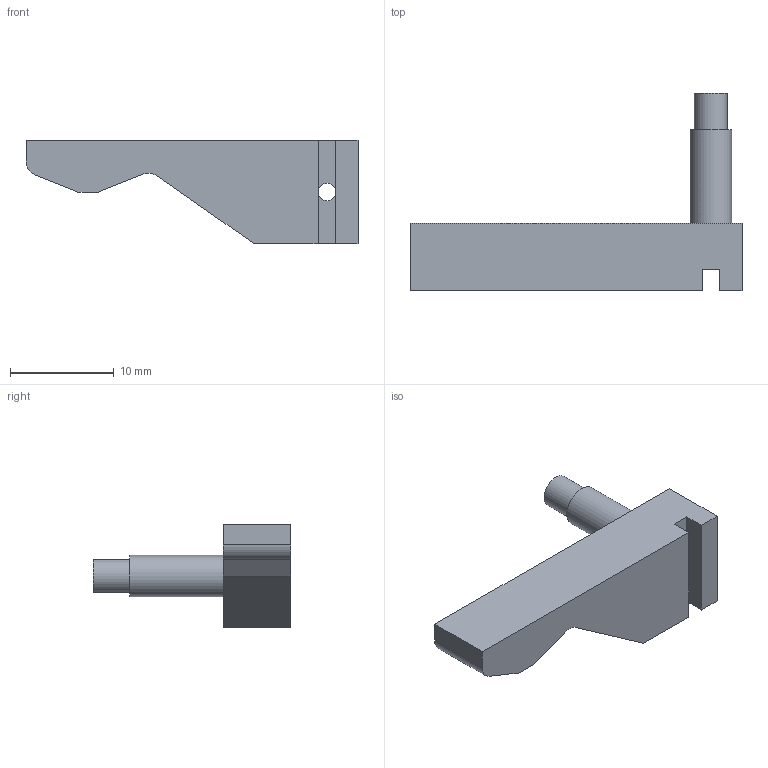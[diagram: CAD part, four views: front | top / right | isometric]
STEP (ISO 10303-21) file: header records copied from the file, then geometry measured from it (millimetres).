
FILE_DESCRIPTION(/* description */ (''),/* implementation_level */ '2;1');
FILE_NAME(/* name */ 'Lever Arm.step',/* time_stamp */ '2025-09-20T13:08:14-07:00',/* author */ (''),/* organization */ (''),/* preprocessor_version */ 'ST-DEVELOPER v20.1',/* originating_system */ 'Autodesk Translation Framework v14.17.0.0',/* authorisation */ '');
FILE_SCHEMA (('AUTOMOTIVE_DESIGN { 1 0 10303 214 3 1 1 }'));
Length unit declared in the file: millimetre
Products named in the file (1): Lever Arm
Bounding box: 32 x 19 x 10 mm (x, y, z)
Volume: 1465.6 mm3; surface area: 1214.9 mm2
Topology: 1 solids, 1 shells, 22 faces, 54 edges, 35 vertices
Faces by surface type: plane 17, cylinder 5
Full cylindrical faces by diameter (mm): 1.7 x1, 3.2 x1, 4 x1
Entity records: 682 total; most frequent: CARTESIAN_POINT 112, DIRECTION 111, ORIENTED_EDGE 108, EDGE_CURVE 54, LINE 43, VECTOR 43, VERTEX_POINT 35, AXIS2_PLACEMENT_3D 34
